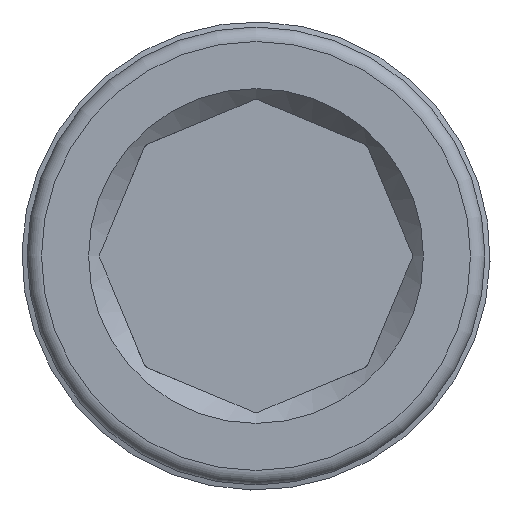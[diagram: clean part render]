
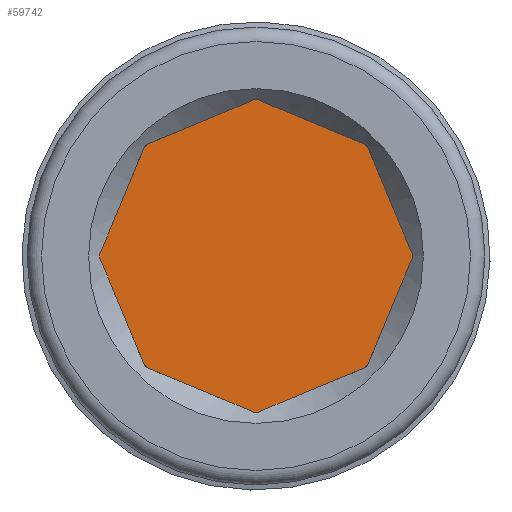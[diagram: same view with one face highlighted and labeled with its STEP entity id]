
A CAD part, left-side view. The second image highlights one B-rep face of the part: STEP entity #59742.
In plain terms, the highlighted planar face has unit normal (-1, 0, 0).
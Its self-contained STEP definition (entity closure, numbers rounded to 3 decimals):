
#59726=CARTESIAN_POINT('',(9.998,2.699,0.0));
#59727=DIRECTION('',(-1.0,0.0,0.0));
#59728=DIRECTION('',(0.0,0.0,1.0));
#59729=AXIS2_PLACEMENT_3D('',#59726,#59727,#59728);
#59730=PLANE('',#59729);
#59731=CARTESIAN_POINT('',(9.998,5.399,0.0));
#59732=VERTEX_POINT('',#59731);
#59733=CARTESIAN_POINT('',(9.998,0.,0.0));
#59734=DIRECTION('',(1.0,0.0,0.0));
#59735=DIRECTION('',(0.0,1.0,0.0));
#59736=AXIS2_PLACEMENT_3D('',#59733,#59734,#59735);
#59737=CIRCLE('',#59736,5.399);
#59738=EDGE_CURVE('',#59732,#59732,#59737,.T.);
#59739=ORIENTED_EDGE('',*,*,#59738,.F.);
#59740=EDGE_LOOP('',(#59739));
#59741=FACE_OUTER_BOUND('',#59740,.T.);
#59742=ADVANCED_FACE('',(#59741),#59730,.T.);
